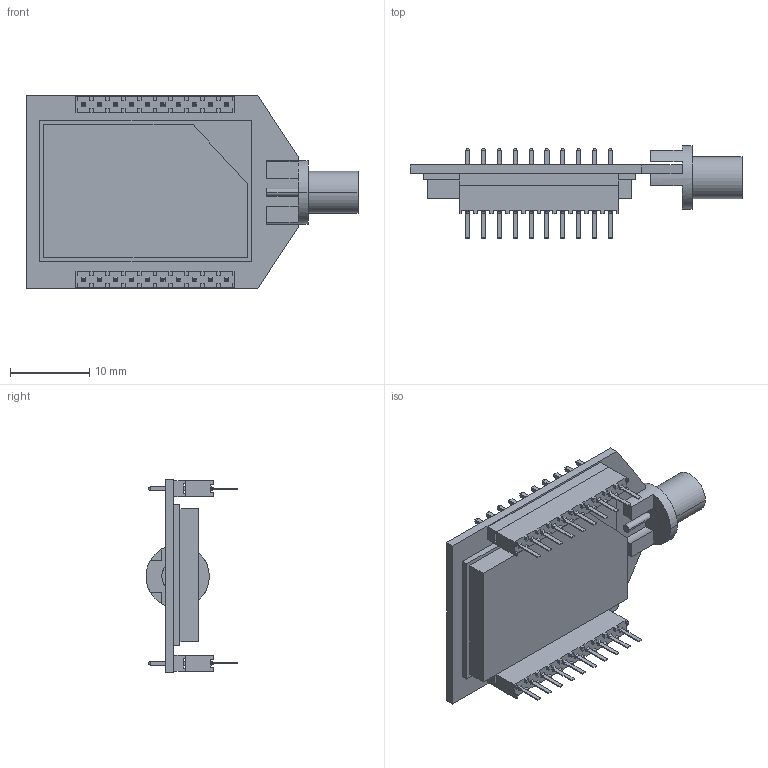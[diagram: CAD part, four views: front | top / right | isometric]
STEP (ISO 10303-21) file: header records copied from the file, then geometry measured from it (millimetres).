
FILE_DESCRIPTION (( 'STEP AP214' ), '1' );
FILE_NAME ('RN-XV With Socket Throughhole.STEP', '2015-05-29T18:56:05', ( '' ), ( '' ), 'SwSTEP 2.0', 'SolidWorks 2014', '' );
FILE_SCHEMA (( 'AUTOMOTIVE_DESIGN' ));
Length unit declared in the file: millimetre
Products named in the file (6): RN-XV With Socket Throughhole; RN171; SMM-110-01-S-S_2_14; TMM-110-01-G-S_Part; RN-XV SMA; RN-XV PCB
Assembly tree (7 placements, depth 2):
  RN-XV With Socket Throughhole
    RN-XV PCB
    RN-XV SMA
    TMM-110-01-G-S_Part  x2
    SMM-110-01-S-S_2_14  x2
    RN171
Bounding box: 41.84 x 11.59 x 24.38 mm (x, y, z)
Volume: 2385.6 mm3; surface area: 4631.6 mm2
Topology: 3 solids, 67 shells, 914 faces, 2439 edges, 1604 vertices
Faces by surface type: plane 860, cylinder 52, cone 2
Entity records: 20281 total; most frequent: CARTESIAN_POINT 2982, ORIENTED_EDGE 2438, DIRECTION 2411, EDGE_CURVE 1343, LINE 1145, VECTOR 1145, VERTEX_POINT 884, AXIS2_PLACEMENT_3D 633
